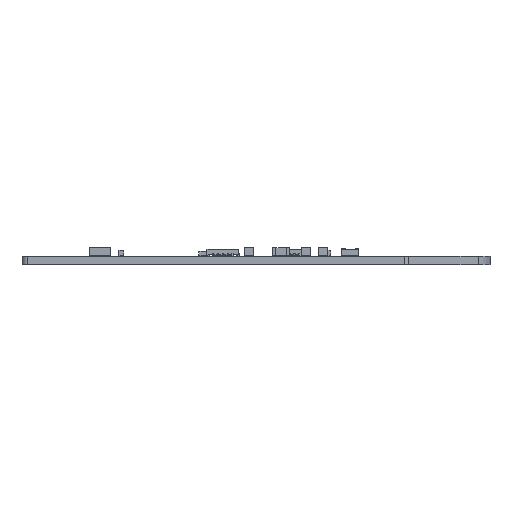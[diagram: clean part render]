
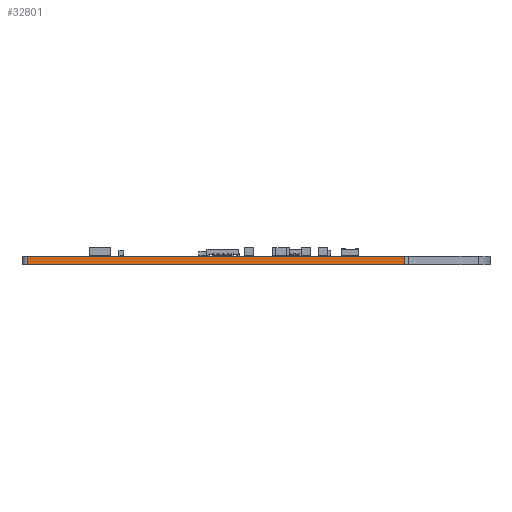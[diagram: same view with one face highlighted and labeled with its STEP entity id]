
A CAD part, left-side view. The second image highlights one B-rep face of the part: STEP entity #32801.
In plain terms, the highlighted planar face has unit normal (-1, 0, 0).
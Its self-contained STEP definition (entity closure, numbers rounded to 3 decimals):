
#31729 = PLANE('',#31730);
#31730 = AXIS2_PLACEMENT_3D('',#31731,#31732,#31733);
#31731 = CARTESIAN_POINT('',(0.,1.939,0.786));
#31732 = DIRECTION('',(-0.,-0.,-1.));
#31733 = DIRECTION('',(-1.,0.,0.));
#31757 = CYLINDRICAL_SURFACE('',#31758,0.5);
#31758 = AXIS2_PLACEMENT_3D('',#31759,#31760,#31761);
#31759 = CARTESIAN_POINT('',(-8.8,-13.672,0.));
#31760 = DIRECTION('',(-0.,-0.,-1.));
#31761 = DIRECTION('',(1.,0.,-0.));
#31783 = PLANE('',#31784);
#31784 = AXIS2_PLACEMENT_3D('',#31785,#31786,#31787);
#31785 = CARTESIAN_POINT('',(0.,1.939,0.));
#31786 = DIRECTION('',(-0.,-0.,-1.));
#31787 = DIRECTION('',(-1.,0.,0.));
#31884 = EDGE_CURVE('',#31885,#31887,#31889,.T.);
#31885 = VERTEX_POINT('',#31886);
#31886 = CARTESIAN_POINT('',(-9.3,-13.673,0.));
#31887 = VERTEX_POINT('',#31888);
#31888 = CARTESIAN_POINT('',(-9.3,-13.673,0.786));
#31889 = SURFACE_CURVE('',#31890,(#31894,#31901),.PCURVE_S1.);
#31890 = LINE('',#31891,#31892);
#31891 = CARTESIAN_POINT('',(-9.3,-13.673,0.));
#31892 = VECTOR('',#31893,1.);
#31893 = DIRECTION('',(0.,0.,1.));
#31894 = PCURVE('',#31757,#31895);
#31895 = DEFINITIONAL_REPRESENTATION('',(#31896),#31900);
#31896 = LINE('',#31897,#31898);
#31897 = CARTESIAN_POINT('',(-3.142,0.));
#31898 = VECTOR('',#31899,1.);
#31899 = DIRECTION('',(-0.,-1.));
#31900 = ( GEOMETRIC_REPRESENTATION_CONTEXT(2) 
PARAMETRIC_REPRESENTATION_CONTEXT() REPRESENTATION_CONTEXT('2D SPACE',''
  ) );
#31901 = PCURVE('',#31902,#31907);
#31902 = PLANE('',#31903);
#31903 = AXIS2_PLACEMENT_3D('',#31904,#31905,#31906);
#31904 = CARTESIAN_POINT('',(-9.3,-13.673,0.));
#31905 = DIRECTION('',(-1.,0.,0.));
#31906 = DIRECTION('',(0.,1.,0.));
#31907 = DEFINITIONAL_REPRESENTATION('',(#31908),#31912);
#31908 = LINE('',#31909,#31910);
#31909 = CARTESIAN_POINT('',(0.,0.));
#31910 = VECTOR('',#31911,1.);
#31911 = DIRECTION('',(0.,-1.));
#31912 = ( GEOMETRIC_REPRESENTATION_CONTEXT(2) 
PARAMETRIC_REPRESENTATION_CONTEXT() REPRESENTATION_CONTEXT('2D SPACE',''
  ) );
#31972 = EDGE_CURVE('',#31885,#31973,#31975,.T.);
#31973 = VERTEX_POINT('',#31974);
#31974 = CARTESIAN_POINT('',(-9.3,21.074,0.));
#31975 = SURFACE_CURVE('',#31976,(#31980,#31987),.PCURVE_S1.);
#31976 = LINE('',#31977,#31978);
#31977 = CARTESIAN_POINT('',(-9.3,-13.673,0.));
#31978 = VECTOR('',#31979,1.);
#31979 = DIRECTION('',(0.,1.,0.));
#31980 = PCURVE('',#31783,#31981);
#31981 = DEFINITIONAL_REPRESENTATION('',(#31982),#31986);
#31982 = LINE('',#31983,#31984);
#31983 = CARTESIAN_POINT('',(9.3,-15.612));
#31984 = VECTOR('',#31985,1.);
#31985 = DIRECTION('',(0.,1.));
#31986 = ( GEOMETRIC_REPRESENTATION_CONTEXT(2) 
PARAMETRIC_REPRESENTATION_CONTEXT() REPRESENTATION_CONTEXT('2D SPACE',''
  ) );
#31987 = PCURVE('',#31902,#31988);
#31988 = DEFINITIONAL_REPRESENTATION('',(#31989),#31993);
#31989 = LINE('',#31990,#31991);
#31990 = CARTESIAN_POINT('',(0.,0.));
#31991 = VECTOR('',#31992,1.);
#31992 = DIRECTION('',(1.,0.));
#31993 = ( GEOMETRIC_REPRESENTATION_CONTEXT(2) 
PARAMETRIC_REPRESENTATION_CONTEXT() REPRESENTATION_CONTEXT('2D SPACE',''
  ) );
#32016 = CYLINDRICAL_SURFACE('',#32017,0.5);
#32017 = AXIS2_PLACEMENT_3D('',#32018,#32019,#32020);
#32018 = CARTESIAN_POINT('',(-8.8,21.074,0.));
#32019 = DIRECTION('',(-0.,-0.,-1.));
#32020 = DIRECTION('',(1.,0.,-0.));
#32406 = EDGE_CURVE('',#31887,#32407,#32409,.T.);
#32407 = VERTEX_POINT('',#32408);
#32408 = CARTESIAN_POINT('',(-9.3,21.074,0.786));
#32409 = SURFACE_CURVE('',#32410,(#32414,#32421),.PCURVE_S1.);
#32410 = LINE('',#32411,#32412);
#32411 = CARTESIAN_POINT('',(-9.3,-13.673,0.786));
#32412 = VECTOR('',#32413,1.);
#32413 = DIRECTION('',(0.,1.,0.));
#32414 = PCURVE('',#31729,#32415);
#32415 = DEFINITIONAL_REPRESENTATION('',(#32416),#32420);
#32416 = LINE('',#32417,#32418);
#32417 = CARTESIAN_POINT('',(9.3,-15.612));
#32418 = VECTOR('',#32419,1.);
#32419 = DIRECTION('',(0.,1.));
#32420 = ( GEOMETRIC_REPRESENTATION_CONTEXT(2) 
PARAMETRIC_REPRESENTATION_CONTEXT() REPRESENTATION_CONTEXT('2D SPACE',''
  ) );
#32421 = PCURVE('',#31902,#32422);
#32422 = DEFINITIONAL_REPRESENTATION('',(#32423),#32427);
#32423 = LINE('',#32424,#32425);
#32424 = CARTESIAN_POINT('',(0.,-0.786));
#32425 = VECTOR('',#32426,1.);
#32426 = DIRECTION('',(1.,0.));
#32427 = ( GEOMETRIC_REPRESENTATION_CONTEXT(2) 
PARAMETRIC_REPRESENTATION_CONTEXT() REPRESENTATION_CONTEXT('2D SPACE',''
  ) );
#32801 = ADVANCED_FACE('',(#32802),#31902,.T.);
#32802 = FACE_BOUND('',#32803,.T.);
#32803 = EDGE_LOOP('',(#32804,#32805,#32806,#32827));
#32804 = ORIENTED_EDGE('',*,*,#31884,.T.);
#32805 = ORIENTED_EDGE('',*,*,#32406,.T.);
#32806 = ORIENTED_EDGE('',*,*,#32807,.F.);
#32807 = EDGE_CURVE('',#31973,#32407,#32808,.T.);
#32808 = SURFACE_CURVE('',#32809,(#32813,#32820),.PCURVE_S1.);
#32809 = LINE('',#32810,#32811);
#32810 = CARTESIAN_POINT('',(-9.3,21.074,0.));
#32811 = VECTOR('',#32812,1.);
#32812 = DIRECTION('',(0.,0.,1.));
#32813 = PCURVE('',#31902,#32814);
#32814 = DEFINITIONAL_REPRESENTATION('',(#32815),#32819);
#32815 = LINE('',#32816,#32817);
#32816 = CARTESIAN_POINT('',(34.746,0.));
#32817 = VECTOR('',#32818,1.);
#32818 = DIRECTION('',(0.,-1.));
#32819 = ( GEOMETRIC_REPRESENTATION_CONTEXT(2) 
PARAMETRIC_REPRESENTATION_CONTEXT() REPRESENTATION_CONTEXT('2D SPACE',''
  ) );
#32820 = PCURVE('',#32016,#32821);
#32821 = DEFINITIONAL_REPRESENTATION('',(#32822),#32826);
#32822 = LINE('',#32823,#32824);
#32823 = CARTESIAN_POINT('',(-3.142,0.));
#32824 = VECTOR('',#32825,1.);
#32825 = DIRECTION('',(-0.,-1.));
#32826 = ( GEOMETRIC_REPRESENTATION_CONTEXT(2) 
PARAMETRIC_REPRESENTATION_CONTEXT() REPRESENTATION_CONTEXT('2D SPACE',''
  ) );
#32827 = ORIENTED_EDGE('',*,*,#31972,.F.);
